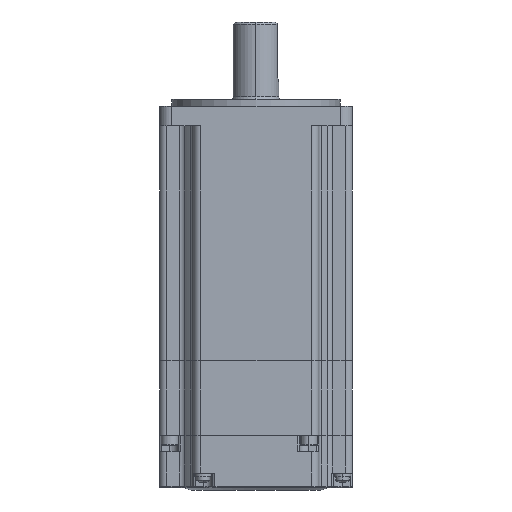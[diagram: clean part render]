
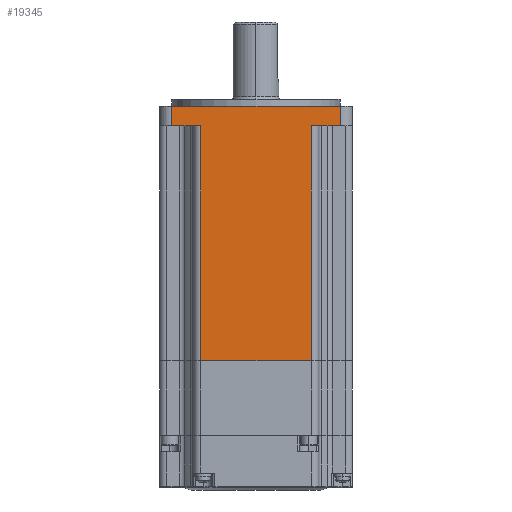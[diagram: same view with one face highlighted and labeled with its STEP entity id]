
A CAD part, front view. The second image highlights one B-rep face of the part: STEP entity #19345.
In plain terms, the highlighted planar face has unit normal (0, -1, 0).
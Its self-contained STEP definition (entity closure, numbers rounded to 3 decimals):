
#529 = CARTESIAN_POINT ( 'NONE',  ( -23., -40., -97.4 ) ) ;
#1102 = ORIENTED_EDGE ( 'NONE', *, *, #21867, .F. ) ;
#1400 = VERTEX_POINT ( 'NONE', #13479 ) ;
#1566 = CARTESIAN_POINT ( 'NONE',  ( -26., -40., -97.4 ) ) ;
#1784 = VECTOR ( 'NONE', #20637, 1000. ) ;
#2264 = CARTESIAN_POINT ( 'NONE',  ( 23., -40., -97.4 ) ) ;
#2354 = AXIS2_PLACEMENT_3D ( 'NONE', #19996, #15719, #7183 ) ;
#3532 = ORIENTED_EDGE ( 'NONE', *, *, #17213, .T. ) ;
#4141 = EDGE_CURVE ( 'NONE', #13007, #21117, #15351, .T. ) ;
#4395 = PLANE ( 'NONE',  #2354 ) ;
#4838 = FACE_OUTER_BOUND ( 'NONE', #12564, .T. ) ;
#5026 = CARTESIAN_POINT ( 'NONE',  ( 35., -40., 0. ) ) ;
#5269 = DIRECTION ( 'NONE',  ( 1., 0., 0. ) ) ;
#6260 = DIRECTION ( 'NONE',  ( 1., 0., 0. ) ) ;
#6267 = DIRECTION ( 'NONE',  ( -1., 0., 0. ) ) ;
#6707 = CARTESIAN_POINT ( 'NONE',  ( 35., -40., 8. ) ) ;
#6929 = VECTOR ( 'NONE', #24219, 1000. ) ;
#7024 = VERTEX_POINT ( 'NONE', #5026 ) ;
#7183 = DIRECTION ( 'NONE',  ( 0., 0., 1. ) ) ;
#8153 = ORIENTED_EDGE ( 'NONE', *, *, #21924, .T. ) ;
#8496 = CARTESIAN_POINT ( 'NONE',  ( 23., -40., 0. ) ) ;
#9303 = EDGE_CURVE ( 'NONE', #27746, #13007, #28338, .T. ) ;
#9996 = VECTOR ( 'NONE', #6267, 1000. ) ;
#11192 = EDGE_CURVE ( 'NONE', #1400, #12421, #21876, .T. ) ;
#11202 = CARTESIAN_POINT ( 'NONE',  ( -23., -40., 8. ) ) ;
#12015 = ORIENTED_EDGE ( 'NONE', *, *, #19706, .T. ) ;
#12087 = ORIENTED_EDGE ( 'NONE', *, *, #18251, .T. ) ;
#12167 = CARTESIAN_POINT ( 'NONE',  ( -40., -40., 0. ) ) ;
#12421 = VERTEX_POINT ( 'NONE', #26838 ) ;
#12564 = EDGE_LOOP ( 'NONE', ( #17685, #24272, #1102, #8153, #12087, #12015, #18222, #3532 ) ) ;
#13007 = VERTEX_POINT ( 'NONE', #25315 ) ;
#13193 = VECTOR ( 'NONE', #20546, 1000. ) ;
#13460 = DIRECTION ( 'NONE',  ( 1., 0., 0. ) ) ;
#13479 = CARTESIAN_POINT ( 'NONE',  ( -35., -40., 8. ) ) ;
#13868 = LINE ( 'NONE', #22856, #1784 ) ;
#15351 = LINE ( 'NONE', #11202, #29000 ) ;
#15665 = CARTESIAN_POINT ( 'NONE',  ( -40., -40., 8. ) ) ;
#15719 = DIRECTION ( 'NONE',  ( 0., 1., 0. ) ) ;
#15838 = LINE ( 'NONE', #6707, #13193 ) ;
#16443 = LINE ( 'NONE', #12167, #18286 ) ;
#17213 = EDGE_CURVE ( 'NONE', #1400, #27746, #13868, .T. ) ;
#17450 = LINE ( 'NONE', #26426, #6929 ) ;
#17685 = ORIENTED_EDGE ( 'NONE', *, *, #9303, .T. ) ;
#18222 = ORIENTED_EDGE ( 'NONE', *, *, #11192, .F. ) ;
#18251 = EDGE_CURVE ( 'NONE', #27379, #7024, #16443, .T. ) ;
#18286 = VECTOR ( 'NONE', #5269, 1000. ) ;
#18556 = VECTOR ( 'NONE', #6260, 1000. ) ;
#19345 = ADVANCED_FACE ( 'NONE', ( #4838 ), #4395, .F. ) ;
#19706 = EDGE_CURVE ( 'NONE', #7024, #12421, #15838, .T. ) ;
#19996 = CARTESIAN_POINT ( 'NONE',  ( -40., -40., 8. ) ) ;
#20092 = VERTEX_POINT ( 'NONE', #2264 ) ;
#20546 = DIRECTION ( 'NONE',  ( 0., 0., 1. ) ) ;
#20637 = DIRECTION ( 'NONE',  ( 0., 0., -1. ) ) ;
#21117 = VERTEX_POINT ( 'NONE', #529 ) ;
#21719 = LINE ( 'NONE', #1566, #9996 ) ;
#21867 = EDGE_CURVE ( 'NONE', #20092, #21117, #21719, .T. ) ;
#21876 = LINE ( 'NONE', #15665, #28447 ) ;
#21924 = EDGE_CURVE ( 'NONE', #20092, #27379, #17450, .T. ) ;
#22309 = CARTESIAN_POINT ( 'NONE',  ( -35., -40., 0. ) ) ;
#22856 = CARTESIAN_POINT ( 'NONE',  ( -35., -40., 8. ) ) ;
#24219 = DIRECTION ( 'NONE',  ( 0., 0., 1. ) ) ;
#24272 = ORIENTED_EDGE ( 'NONE', *, *, #4141, .T. ) ;
#24489 = CARTESIAN_POINT ( 'NONE',  ( -40., -40., 0. ) ) ;
#25315 = CARTESIAN_POINT ( 'NONE',  ( -23., -40., 0. ) ) ;
#26426 = CARTESIAN_POINT ( 'NONE',  ( 23., -40., 8. ) ) ;
#26838 = CARTESIAN_POINT ( 'NONE',  ( 35., -40., 8. ) ) ;
#26966 = DIRECTION ( 'NONE',  ( 0., 0., -1. ) ) ;
#27379 = VERTEX_POINT ( 'NONE', #8496 ) ;
#27746 = VERTEX_POINT ( 'NONE', #22309 ) ;
#28338 = LINE ( 'NONE', #24489, #18556 ) ;
#28447 = VECTOR ( 'NONE', #13460, 1000. ) ;
#29000 = VECTOR ( 'NONE', #26966, 1000. ) ;
